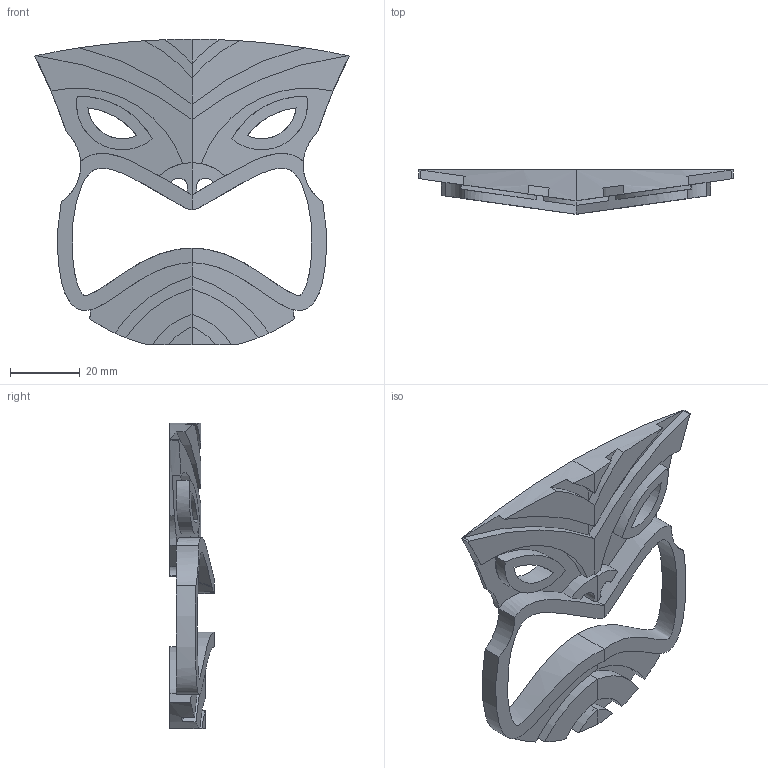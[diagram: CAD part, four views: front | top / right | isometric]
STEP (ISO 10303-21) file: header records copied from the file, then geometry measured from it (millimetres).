
FILE_DESCRIPTION(/* description */ (''),/* implementation_level */ '2;1');
FILE_NAME(/* name */ '03d6d3e9-7e18-4e37-92f1-3e3cd4ee9637.stp',/* time_stamp */ '2018-03-17T12:39:04-07:00',/* author */ ('samuelclay'),/* organization */ (''),/* preprocessor_version */ 'ST-DEVELOPER v16.13',/* originating_system */ 'Autodesk Translation Framework v6.5.0.72',/* authorisation */ '');
FILE_SCHEMA (('AUTOMOTIVE_DESIGN { 1 0 10303 214 3 1 1 }'));
Length unit declared in the file: inch
Products named in the file (1): Tiki Lights Mask
Bounding box: 90.01 x 12.7 x 87.46 mm (x, y, z)
Volume: 26718.6 mm3; surface area: 16952.6 mm2
Topology: 2 solids, 2 shells, 108 faces, 316 edges, 208 vertices
Faces by surface type: cylinder 50, plane 46, bspline 12
Entity records: 5132 total; most frequent: CARTESIAN_POINT 2243, ORIENTED_EDGE 632, DIRECTION 586, EDGE_CURVE 316, AXIS2_PLACEMENT_3D 223, VERTEX_POINT 208, LINE 140, VECTOR 140
